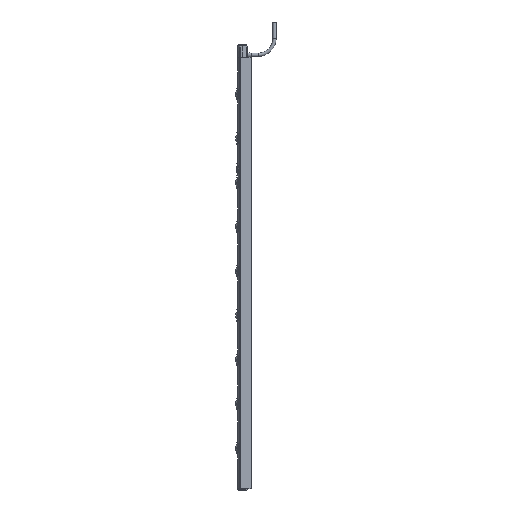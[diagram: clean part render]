
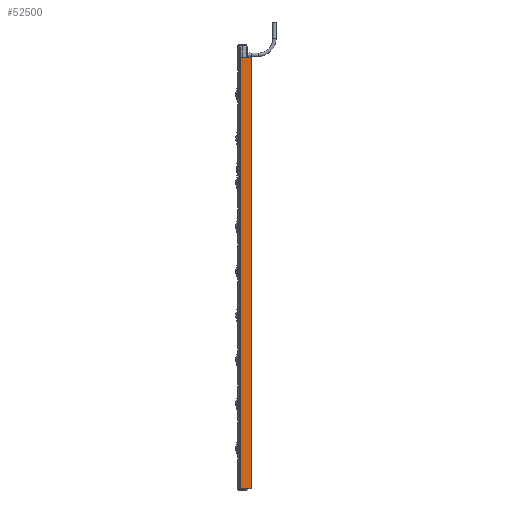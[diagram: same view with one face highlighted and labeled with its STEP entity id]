
A CAD part, left-side view. The second image highlights one B-rep face of the part: STEP entity #52500.
In plain terms, the highlighted planar face has unit normal (-1, 0, 0).
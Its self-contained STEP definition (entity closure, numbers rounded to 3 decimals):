
#1=DIRECTION('',(0.,0.,-1.));
#2=VECTOR('',#1,526.45);
#3=CARTESIAN_POINT('',(-6.,4.973,261.));
#4=LINE('',#3,#2);
#5=DIRECTION('',(0.,-1.,0.));
#6=VECTOR('',#5,13.223);
#7=CARTESIAN_POINT('',(-6.,4.973,-265.45));
#8=LINE('',#7,#6);
#77=DIRECTION('',(0.,0.,1.));
#78=VECTOR('',#77,526.45);
#79=CARTESIAN_POINT('',(-6.,-8.25,-265.45));
#80=LINE('',#79,#78);
#85=DIRECTION('',(0.,-1.,0.));
#86=VECTOR('',#85,13.223);
#87=CARTESIAN_POINT('',(-6.,4.973,261.));
#88=LINE('',#87,#86);
#48341=CARTESIAN_POINT('',(-6.,-8.25,-265.45));
#48342=CARTESIAN_POINT('',(-6.,-8.25,261.));
#48343=VERTEX_POINT('',#48341);
#48344=VERTEX_POINT('',#48342);
#48381=CARTESIAN_POINT('',(-6.,4.973,-265.45));
#48382=VERTEX_POINT('',#48381);
#48385=CARTESIAN_POINT('',(-6.,4.973,261.));
#48386=VERTEX_POINT('',#48385);
#52485=CARTESIAN_POINT('',(-6.,5.317,-265.45));
#52486=DIRECTION('',(-1.,0.,0.));
#52487=DIRECTION('',(0.,-1.,0.));
#52488=AXIS2_PLACEMENT_3D('',#52485,#52486,#52487);
#52489=PLANE('',#52488);
#52491=ORIENTED_EDGE('',*,*,#52490,.F.);
#52493=ORIENTED_EDGE('',*,*,#52492,.F.);
#52495=ORIENTED_EDGE('',*,*,#52494,.T.);
#52497=ORIENTED_EDGE('',*,*,#52496,.F.);
#52498=EDGE_LOOP('',(#52491,#52493,#52495,#52497));
#52499=FACE_OUTER_BOUND('',#52498,.F.);
#52500=ADVANCED_FACE('',(#52499),#52489,.T.);
#52490=EDGE_CURVE('',#48382,#48343,#8,.T.);
#52492=EDGE_CURVE('',#48386,#48382,#4,.T.);
#52494=EDGE_CURVE('',#48386,#48344,#88,.T.);
#52496=EDGE_CURVE('',#48343,#48344,#80,.T.);
